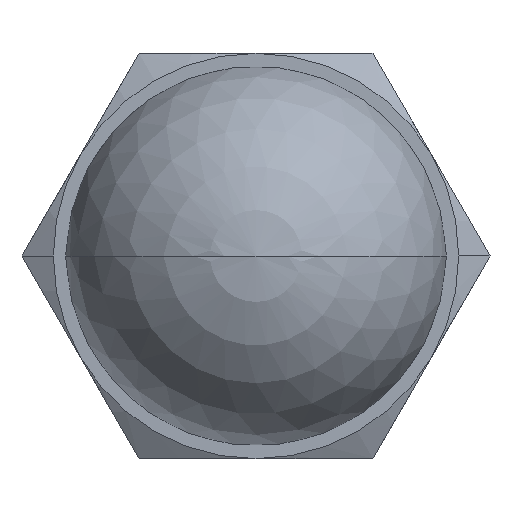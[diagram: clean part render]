
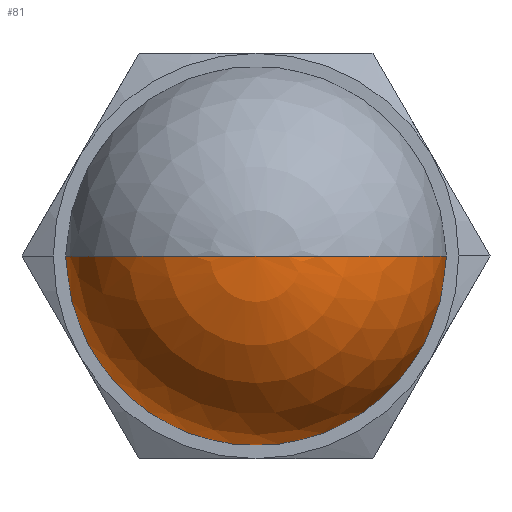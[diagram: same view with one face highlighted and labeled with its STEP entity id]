
A CAD part, front view. The second image highlights one B-rep face of the part: STEP entity #81.
In plain terms, the highlighted spherical face has radius 8 mm.
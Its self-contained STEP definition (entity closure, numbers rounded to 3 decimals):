
#81=ADVANCED_FACE('',(#187),#188,.T.);
#187=FACE_OUTER_BOUND('',#318,.T.);
#188=SPHERICAL_SURFACE('',#319,8.0);
#318=EDGE_LOOP('',(#479,#480,#481));
#319=AXIS2_PLACEMENT_3D('',#482,#483,#484);
#479=ORIENTED_EDGE('',*,*,#774,.F.);
#480=ORIENTED_EDGE('',*,*,#770,.T.);
#481=ORIENTED_EDGE('',*,*,#775,.F.);
#482=CARTESIAN_POINT('',(0.0,16.0,0.0));
#483=DIRECTION('',(0.0,1.0,0.0));
#484=DIRECTION('',(1.0,0.0,0.0));
#770=EDGE_CURVE('',#913,#910,#914,.T.);
#774=EDGE_CURVE('',#913,#919,#920,.T.);
#775=EDGE_CURVE('',#919,#910,#921,.T.);
#910=VERTEX_POINT('',#1129);
#913=VERTEX_POINT('',#1133);
#914=CIRCLE('',#1134,6.5);
#919=VERTEX_POINT('',#1140);
#920=CIRCLE('',#1141,8.0);
#921=CIRCLE('',#1142,8.0);
#1129=CARTESIAN_POINT('',(6.5,20.664,0.));
#1133=CARTESIAN_POINT('',(-6.5,20.664,0.));
#1134=AXIS2_PLACEMENT_3D('',#1515,#1516,#1517);
#1140=CARTESIAN_POINT('',(0.0,8.0,0.0));
#1141=AXIS2_PLACEMENT_3D('',#1522,#1523,#1524);
#1142=AXIS2_PLACEMENT_3D('',#1525,#1526,#1527);
#1515=CARTESIAN_POINT('',(0.0,20.664,0.0));
#1516=DIRECTION('',(0.0,-1.0,0.0));
#1517=DIRECTION('',(1.0,0.0,0.0));
#1522=CARTESIAN_POINT('',(0.0,16.0,0.0));
#1523=DIRECTION('',(0.,0.0,1.0));
#1524=DIRECTION('',(0.0,1.0,0.0));
#1525=CARTESIAN_POINT('',(0.0,16.0,0.0));
#1526=DIRECTION('',(0.,0.0,1.0));
#1527=DIRECTION('',(0.0,1.0,0.0));
